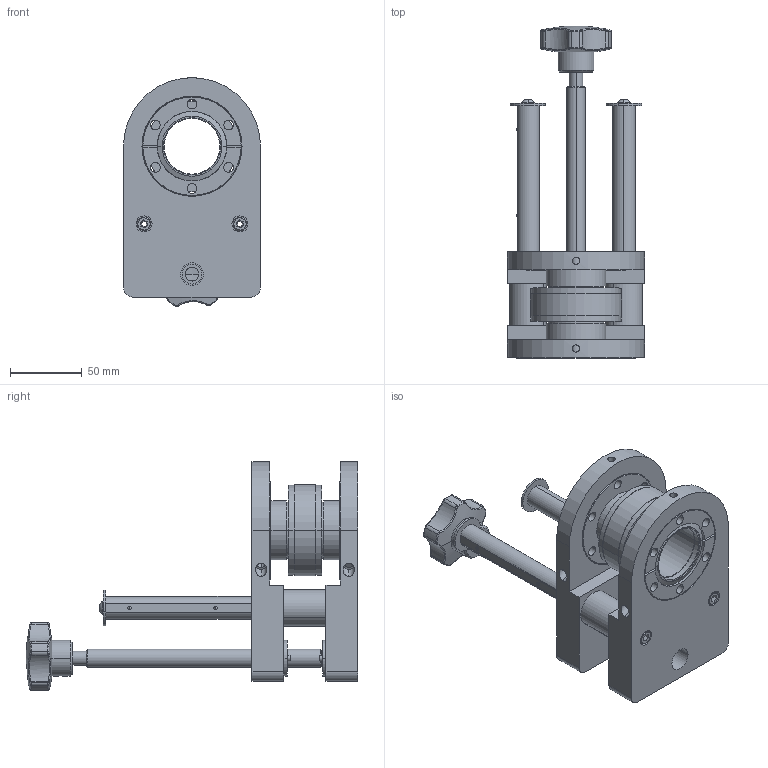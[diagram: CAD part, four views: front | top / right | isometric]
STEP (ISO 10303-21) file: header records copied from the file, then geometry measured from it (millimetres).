
FILE_DESCRIPTION (( 'STEP AP214' ), '1' );
FILE_NAME ('BLT27C-04, BOTH THRU,10010697b.STEP', '2020-10-07T20:44:48', ( 'gstephens' ), ( 'Microsoft' ), 'SwSTEP 2.0', 'SolidWorks 2018', '' );
FILE_SCHEMA (( 'AUTOMOTIVE_DESIGN' ));
Length unit declared in the file: inch
Products named in the file (1): BLT27C-04, BOTH THRU,10010697b
Bounding box: 95.25 x 230.67 x 158.85 mm (x, y, z)
Surface area: 140635.4 mm2 (no closed solid volume)
Topology: 0 solids, 35 shells, 350 faces, 954 edges, 646 vertices
Faces by surface type: cylinder 163, plane 109, bspline 30, cone 26, torus 18, sphere 4
Entity records: 18077 total; most frequent: CARTESIAN_POINT 4589, DIRECTION 1928, ORIENTED_EDGE 1670, EDGE_CURVE 954, AXIS2_PLACEMENT_3D 765, VERTEX_POINT 646, EDGE_LOOP 448, CIRCLE 444
